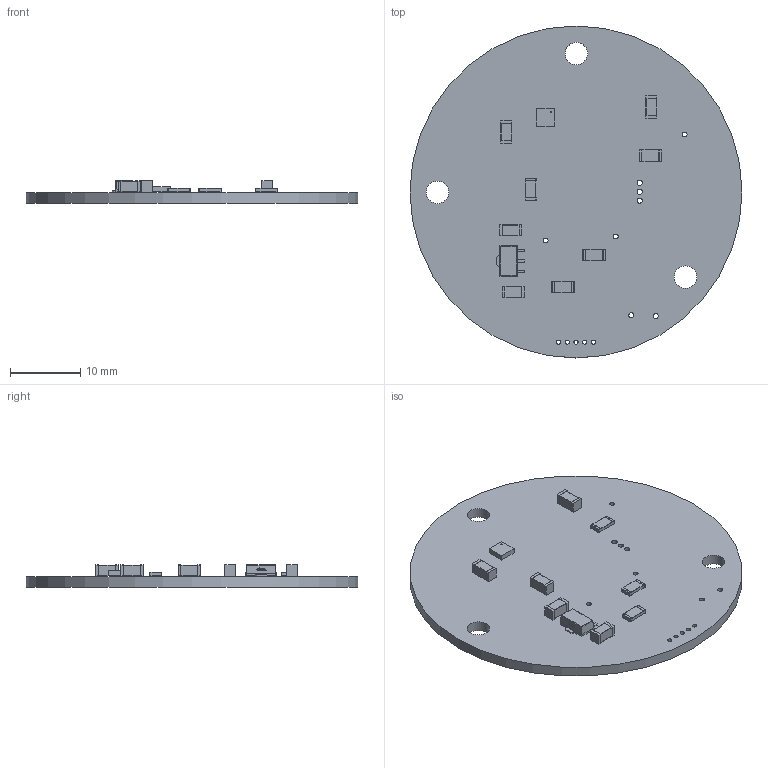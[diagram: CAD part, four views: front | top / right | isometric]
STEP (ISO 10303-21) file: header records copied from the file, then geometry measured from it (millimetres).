
FILE_DESCRIPTION(('KiCad electronic assembly'),'2;1');
FILE_NAME('Secondary Board.step','2026-02-07T16:01:14',('Pcbnew'),( 'Kicad'),'Open CASCADE STEP processor 7.9','KiCad to STEP converter' ,'Unknown');
FILE_SCHEMA(('AUTOMOTIVE_DESIGN { 1 0 10303 214 1 1 1 1 }'));
Length unit declared in the file: millimetre
Products named in the file (6): Secondary Board 1; R_1206_3216Metric; C_1206_3216Metric; SOT-89-3_L4.5-W2.5-P1.50-LS4.2-BR; Bosch_LGA-8_2.5x2.5mm_P0.65mm_ClockwisePinNumbering; Secondary Board_PCB
Assembly tree (11 placements, depth 2):
  Secondary Board 1
    R_1206_3216Metric  x3
    C_1206_3216Metric  x5
    SOT-89-3_L4.5-W2.5-P1.50-LS4.2-BR
    Bosch_LGA-8_2.5x2.5mm_P0.65mm_ClockwisePinNumbering
    Secondary Board_PCB
Bounding box: 47.2 x 47.2 x 3.21 mm (x, y, z)
Volume: 2665.9 mm3; surface area: 3992 mm2
Topology: 11 solids, 11 shells, 563 faces, 1485 edges, 982 vertices
Faces by surface type: plane 347, cylinder 114, bspline 98, sphere 4
Full cylindrical faces by diameter (mm): 0.2 x1, 0.6 x5, 0.7 x5, 0.75 x3, 3.2 x3, 47.201 x1
Entity records: 13988 total; most frequent: CARTESIAN_POINT 3492, ORIENTED_EDGE 2122, DIRECTION 1575, EDGE_CURVE 1061, LINE 765, VECTOR 765, VERTEX_POINT 702, FACE_BOUND 461
